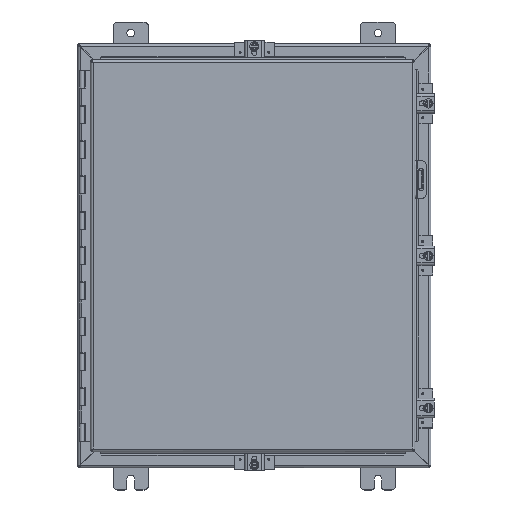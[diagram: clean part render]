
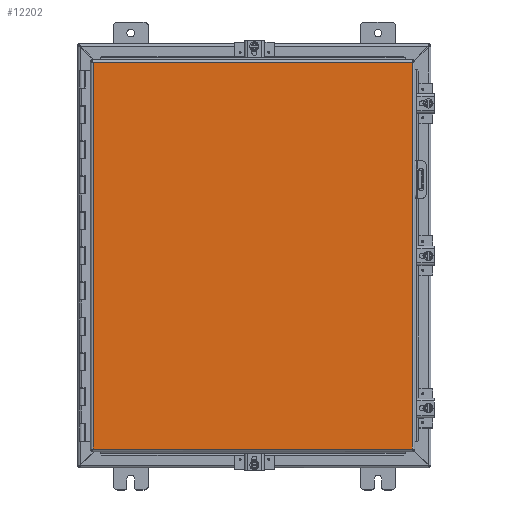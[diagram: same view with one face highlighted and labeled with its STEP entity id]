
A CAD part, top view. The second image highlights one B-rep face of the part: STEP entity #12202.
In plain terms, the highlighted face is planar.
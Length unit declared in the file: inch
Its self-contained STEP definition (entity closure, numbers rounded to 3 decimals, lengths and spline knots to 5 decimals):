
#1325=PLANE('',#12957);
#1868=FACE_OUTER_BOUND('',#2576,.T.);
#2576=EDGE_LOOP('',(#9885,#9886,#9887,#9888));
#3437=LINE('',#20374,#4516);
#3443=LINE('',#20495,#4522);
#3453=LINE('',#20648,#4532);
#3456=LINE('',#20681,#4535);
#4516=VECTOR('',#14857,18.0695);
#4522=VECTOR('',#14871,18.0695);
#4532=VECTOR('',#14893,21.882);
#4535=VECTOR('',#14902,21.882);
#5950=VERTEX_POINT('',#20365);
#5951=VERTEX_POINT('',#20373);
#5954=VERTEX_POINT('',#20443);
#5955=VERTEX_POINT('',#20487);
#7352=EDGE_CURVE('',#5951,#5950,#3437,.T.);
#7365=EDGE_CURVE('',#5954,#5955,#3443,.T.);
#7382=EDGE_CURVE('',#5950,#5954,#3453,.T.);
#7386=EDGE_CURVE('',#5955,#5951,#3456,.T.);
#9885=ORIENTED_EDGE('',*,*,#7382,.T.);
#9886=ORIENTED_EDGE('',*,*,#7365,.T.);
#9887=ORIENTED_EDGE('',*,*,#7386,.T.);
#9888=ORIENTED_EDGE('',*,*,#7352,.T.);
#12202=ADVANCED_FACE('',(#1868),#1325,.F.);
#12957=AXIS2_PLACEMENT_3D('',#20761,#14916,#14917);
#14857=DIRECTION('',(-1.,0.,0.));
#14871=DIRECTION('',(1.,0.,0.));
#14893=DIRECTION('',(0.,1.,0.));
#14902=DIRECTION('',(0.,-1.,0.));
#14916=DIRECTION('center_axis',(0.,0.,1.));
#14917=DIRECTION('ref_axis',(1.,0.,0.));
#20365=CARTESIAN_POINT('',(-9.03475,-10.941,0.));
#20373=CARTESIAN_POINT('',(9.03475,-10.941,0.));
#20374=CARTESIAN_POINT('',(4.51738,-10.941,0.));
#20443=CARTESIAN_POINT('',(-9.03475,10.941,0.));
#20487=CARTESIAN_POINT('',(9.03475,10.941,0.));
#20495=CARTESIAN_POINT('',(-4.59375,10.941,0.));
#20648=CARTESIAN_POINT('',(-9.03475,-5.4705,0.));
#20681=CARTESIAN_POINT('',(9.03475,5.4705,0.));
#20761=CARTESIAN_POINT('Origin',(0.,0.,
0.));
